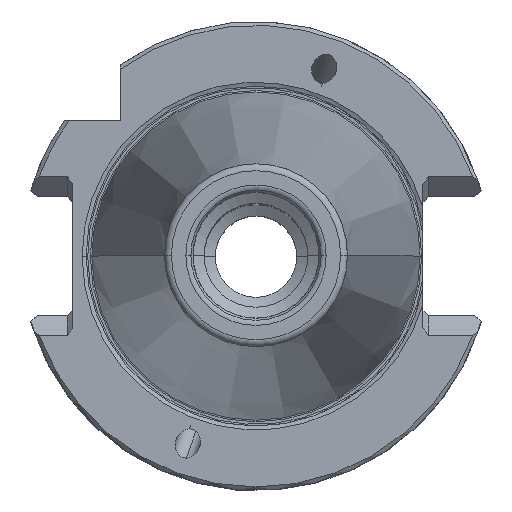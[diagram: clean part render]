
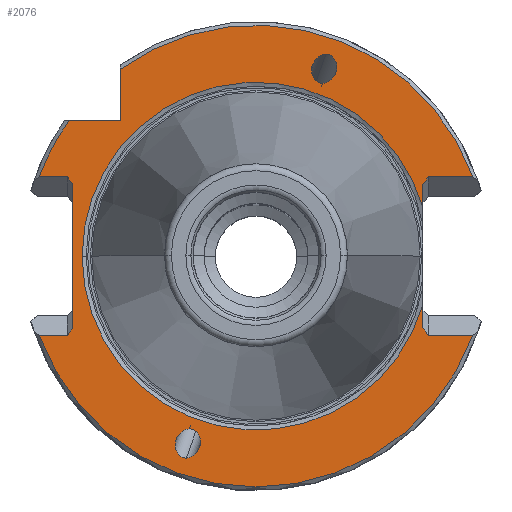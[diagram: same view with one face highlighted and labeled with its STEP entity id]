
A CAD part, top view. The second image highlights one B-rep face of the part: STEP entity #2076.
In plain terms, the highlighted planar face has unit normal (0, 0, 1).
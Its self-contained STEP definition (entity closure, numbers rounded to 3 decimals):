
#986=EDGE_CURVE('NONE',#2366,#1338,#2866,.T.);
#1098=VERTEX_POINT('NONE',#2991);
#1110=VERTEX_POINT('NONE',#3003);
#1230=VERTEX_POINT('NONE',#3141);
#1238=EDGE_CURVE('NONE',#1254,#2710,#3150,.T.);
#1254=VERTEX_POINT('NONE',#3168);
#1288=EDGE_CURVE('NONE',#1632,#1650,#3204,.T.);
#1296=VERTEX_POINT('NONE',#3212);
#1314=EDGE_CURVE('NONE',#2130,#2710,#3233,.T.);
#1338=VERTEX_POINT('NONE',#3261);
#1632=VERTEX_POINT('NONE',#3586);
#1642=EDGE_CURVE('NONE',#1296,#2578,#3598,.T.);
#1644=VERTEX_POINT('NONE',#3600);
#1650=VERTEX_POINT('NONE',#3606);
#1660=EDGE_CURVE('NONE',#2540,#2442,#3618,.T.);
#1794=VERTEX_POINT('NONE',#3765);
#1850=EDGE_CURVE('NONE',#2002,#1876,#3826,.T.);
#1876=VERTEX_POINT('NONE',#3856);
#1880=VERTEX_POINT('NONE',#3860);
#1892=EDGE_CURVE('NONE',#2540,#2130,#3874,.T.);
#1900=EDGE_CURVE('NONE',#1794,#1110,#3883,.T.);
#1954=EDGE_CURVE('NONE',#1338,#2002,#3945,.T.);
#1972=EDGE_CURVE('NONE',#2366,#2452,#3964,.T.);
#1978=EDGE_CURVE('NONE',#2804,#2578,#3970,.T.);
#1986=EDGE_CURVE('NONE',#1644,#1230,#3979,.T.);
#2002=VERTEX_POINT('NONE',#3997);
#2076=ADVANCED_FACE('NONE',(#4079,#4080,#4081),#4082,.F.);
#2130=VERTEX_POINT('NONE',#4141);
#2170=EDGE_CURVE('NONE',#1296,#2442,#4187,.T.);
#2206=EDGE_CURVE('NONE',#1632,#2804,#4226,.T.);
#2282=EDGE_CURVE('NONE',#1230,#1254,#4318,.T.);
#2348=VERTEX_POINT('NONE',#4388);
#2366=VERTEX_POINT('NONE',#4407);
#2368=EDGE_CURVE('NONE',#1880,#2348,#4409,.T.);
#2414=EDGE_CURVE('NONE',#1650,#2452,#4462,.T.);
#2442=VERTEX_POINT('NONE',#4492);
#2452=VERTEX_POINT('NONE',#4504);
#2508=EDGE_CURVE('NONE',#1098,#1876,#4564,.T.);
#2540=VERTEX_POINT('NONE',#4598);
#2566=EDGE_CURVE('NONE',#1644,#1098,#4631,.T.);
#2578=VERTEX_POINT('NONE',#4643);
#2704=EDGE_CURVE('NONE',#2348,#1880,#4781,.T.);
#2710=VERTEX_POINT('NONE',#4788);
#2802=EDGE_CURVE('NONE',#1110,#1794,#4884,.T.);
#2804=VERTEX_POINT('NONE',#4886);
#2866=LINE('',#4964,#4965);
#2991=CARTESIAN_POINT('',(-23.536,0.,-1.));
#3003=CARTESIAN_POINT('',(9.017,23.397,-1.0));
#3141=CARTESIAN_POINT('',(22.6,-9.689,-1.0));
#3150=LINE('',#5410,#5411);
#3168=CARTESIAN_POINT('',(23.35,-10.75,-1.));
#3204=LINE('',#5496,#5497);
#3212=CARTESIAN_POINT('',(-24.8,9.689,-1.));
#3233=CIRCLE('',#5546,31.25);
#3261=CARTESIAN_POINT('',(23.35,10.75,-1.));
#3586=CARTESIAN_POINT('',(-25.295,18.35,-1.0));
#3598=LINE('',#6171,#6172);
#3600=CARTESIAN_POINT('',(22.6,-6.57,-1.));
#3606=CARTESIAN_POINT('',(-18.35,18.35,-1.0));
#3618=LINE('',#6204,#6205);
#3765=CARTESIAN_POINT('',(9.452,27.347,-1.0));
#3826=LINE('',#6531,#6532);
#3856=CARTESIAN_POINT('',(22.6,6.57,-1.0));
#3860=CARTESIAN_POINT('',(-9.017,-23.397,-1.0));
#3874=LINE('',#6600,#6601);
#3883=(B_SPLINE_CURVE(3,(#6612,#6613,#6614,#6615),.UNSPECIFIED.,.F.,.F.)B_SPLINE_CURVE_WITH_KNOTS((4,4),(0.29,3.431),.UNSPECIFIED.)RATIONAL_B_SPLINE_CURVE((1.0,0.333,0.333,1.0))BOUNDED_CURVE()REPRESENTATION_ITEM('')GEOMETRIC_REPRESENTATION_ITEM()CURVE());
#3945=LINE('',#6709,#6710);
#3964=CIRCLE('',#6747,31.25);
#3970=LINE('',#6755,#6756);
#3979=LINE('',#6768,#6769);
#3997=CARTESIAN_POINT('',(22.6,9.689,-1.));
#4079=FACE_OUTER_BOUND('',#6921,.T.);
#4080=FACE_BOUND('',#6922,.T.);
#4081=FACE_BOUND('',#6923,.T.);
#4082=PLANE('',#6924);
#4141=CARTESIAN_POINT('',(-29.343,-10.75,-1.));
#4187=LINE('',#7100,#7101);
#4226=CIRCLE('',#7157,31.25);
#4318=LINE('',#7282,#7283);
#4388=CARTESIAN_POINT('',(-9.452,-27.347,-1.0));
#4407=CARTESIAN_POINT('',(29.343,10.75,-1.));
#4409=(B_SPLINE_CURVE(3,(#7430,#7431,#7432,#7433),.UNSPECIFIED.,.F.,.F.)B_SPLINE_CURVE_WITH_KNOTS((4,4),(3.431,6.573),.UNSPECIFIED.)RATIONAL_B_SPLINE_CURVE((1.0,0.333,0.333,1.0))BOUNDED_CURVE()REPRESENTATION_ITEM('')GEOMETRIC_REPRESENTATION_ITEM()CURVE());
#4462=LINE('',#7533,#7534);
#4492=CARTESIAN_POINT('',(-24.8,-9.689,-1.));
#4504=CARTESIAN_POINT('',(-18.35,25.295,-1.0));
#4564=CIRCLE('',#7716,23.536);
#4598=CARTESIAN_POINT('',(-25.55,-10.75,-1.));
#4631=CIRCLE('',#7796,23.536);
#4643=CARTESIAN_POINT('',(-25.55,10.75,-1.));
#4781=(B_SPLINE_CURVE(3,(#8033,#8034,#8035,#8036),.UNSPECIFIED.,.F.,.F.)B_SPLINE_CURVE_WITH_KNOTS((4,4),(0.29,3.431),.UNSPECIFIED.)RATIONAL_B_SPLINE_CURVE((1.0,0.333,0.333,1.0))BOUNDED_CURVE()REPRESENTATION_ITEM('')GEOMETRIC_REPRESENTATION_ITEM()CURVE());
#4788=CARTESIAN_POINT('',(29.343,-10.75,-1.));
#4884=(B_SPLINE_CURVE(3,(#8226,#8227,#8228,#8229),.UNSPECIFIED.,.F.,.F.)B_SPLINE_CURVE_WITH_KNOTS((4,4),(3.431,6.573),.UNSPECIFIED.)RATIONAL_B_SPLINE_CURVE((1.0,0.333,0.333,1.0))BOUNDED_CURVE()REPRESENTATION_ITEM('')GEOMETRIC_REPRESENTATION_ITEM()CURVE());
#4886=CARTESIAN_POINT('',(-29.343,10.75,-1.));
#4964=CARTESIAN_POINT('',(124.8,10.75,-1.));
#4965=VECTOR('',#8310,1000.0);
#5410=CARTESIAN_POINT('',(124.8,-10.75,-1.));
#5411=VECTOR('',#8640,1000.0);
#5496=CARTESIAN_POINT('',(-38.35,18.35,-1.0));
#5497=VECTOR('',#8696,1000.0);
#5546=AXIS2_PLACEMENT_3D('',#8735,#8736,#8737);
#6171=CARTESIAN_POINT('',(-18.12,0.243,-1.));
#6172=VECTOR('',#9166,1000.0);
#6204=CARTESIAN_POINT('',(-18.12,-0.243,-1.));
#6205=VECTOR('',#9182,1000.0);
#6531=CARTESIAN_POINT('',(22.6,0.,-1.0));
#6532=VECTOR('',#9396,1000.0);
#6600=CARTESIAN_POINT('',(-61.2,-10.75,-1.));
#6601=VECTOR('',#9448,1000.0);
#6612=CARTESIAN_POINT('',(9.452,27.347,-1.0));
#6613=CARTESIAN_POINT('',(6.086,27.347,-1.0));
#6614=CARTESIAN_POINT('',(5.652,23.397,-1.0));
#6615=CARTESIAN_POINT('',(9.017,23.397,-1.0));
#6709=CARTESIAN_POINT('',(22.077,8.95,-1.));
#6710=VECTOR('',#9545,1000.0);
#6747=AXIS2_PLACEMENT_3D('',#9562,#9563,#9564);
#6755=CARTESIAN_POINT('',(-61.2,10.75,-1.));
#6756=VECTOR('',#9568,1000.0);
#6768=CARTESIAN_POINT('',(22.6,0.,-1.0));
#6769=VECTOR('',#9583,1000.0);
#6921=EDGE_LOOP('',(#9698,#9699,#9700,#9701,#9702,#9703,#9704,#9705,#9706,#9707,#9708,#9709,#9710,#9711,#9712,#9713,#9714,#9715));
#6922=EDGE_LOOP('',(#9716,#9717));
#6923=EDGE_LOOP('',(#9718,#9719));
#6924=AXIS2_PLACEMENT_3D('',#9720,#9721,#9722);
#7100=CARTESIAN_POINT('',(-24.8,0.,-1.0));
#7101=VECTOR('',#9856,1000.0);
#7157=AXIS2_PLACEMENT_3D('',#9898,#9899,#9900);
#7282=CARTESIAN_POINT('',(22.077,-8.95,-1.));
#7283=VECTOR('',#10025,1000.0);
#7430=CARTESIAN_POINT('',(-9.017,-23.397,-1.0));
#7431=CARTESIAN_POINT('',(-12.383,-23.397,-1.0));
#7432=CARTESIAN_POINT('',(-12.817,-27.347,-1.0));
#7433=CARTESIAN_POINT('',(-9.452,-27.347,-1.0));
#7533=CARTESIAN_POINT('',(-18.35,18.35,-1.0));
#7534=VECTOR('',#10169,1000.0);
#7716=AXIS2_PLACEMENT_3D('',#10278,#10279,#10280);
#7796=AXIS2_PLACEMENT_3D('',#10382,#10383,#10384);
#8033=CARTESIAN_POINT('',(-9.452,-27.347,-1.0));
#8034=CARTESIAN_POINT('',(-6.086,-27.347,-1.0));
#8035=CARTESIAN_POINT('',(-5.652,-23.397,-1.0));
#8036=CARTESIAN_POINT('',(-9.017,-23.397,-1.0));
#8226=CARTESIAN_POINT('',(9.017,23.397,-1.0));
#8227=CARTESIAN_POINT('',(12.383,23.397,-1.0));
#8228=CARTESIAN_POINT('',(12.817,27.347,-1.0));
#8229=CARTESIAN_POINT('',(9.452,27.347,-1.0));
#8310=DIRECTION('',(-1.0,0.,0.0));
#8640=DIRECTION('',(1.0,0.,0.0));
#8696=DIRECTION('',(1.0,0.,0.0));
#8735=CARTESIAN_POINT('',(0.0,0.0,-1.));
#8736=DIRECTION('',(0.0,-0.0,1.0));
#8737=DIRECTION('',(1.0,0.,0.0));
#9166=DIRECTION('',(-0.577,0.816,0.0));
#9182=DIRECTION('',(0.577,0.816,0.0));
#9396=DIRECTION('',(0.,-1.0,-0.0));
#9448=DIRECTION('',(-1.0,0.,0.0));
#9545=DIRECTION('',(-0.577,-0.816,0.0));
#9562=CARTESIAN_POINT('',(0.0,0.0,-1.));
#9563=DIRECTION('',(0.0,-0.0,1.0));
#9564=DIRECTION('',(1.0,0.,0.0));
#9568=DIRECTION('',(1.0,0.,0.0));
#9583=DIRECTION('',(0.,-1.0,-0.0));
#9698=ORIENTED_EDGE('',*,*,#1288,.F.);
#9699=ORIENTED_EDGE('',*,*,#2206,.T.);
#9700=ORIENTED_EDGE('',*,*,#1978,.T.);
#9701=ORIENTED_EDGE('',*,*,#1642,.F.);
#9702=ORIENTED_EDGE('',*,*,#2170,.T.);
#9703=ORIENTED_EDGE('',*,*,#1660,.F.);
#9704=ORIENTED_EDGE('',*,*,#1892,.T.);
#9705=ORIENTED_EDGE('',*,*,#1314,.T.);
#9706=ORIENTED_EDGE('',*,*,#1238,.F.);
#9707=ORIENTED_EDGE('',*,*,#2282,.F.);
#9708=ORIENTED_EDGE('',*,*,#1986,.F.);
#9709=ORIENTED_EDGE('',*,*,#2566,.T.);
#9710=ORIENTED_EDGE('',*,*,#2508,.T.);
#9711=ORIENTED_EDGE('',*,*,#1850,.F.);
#9712=ORIENTED_EDGE('',*,*,#1954,.F.);
#9713=ORIENTED_EDGE('',*,*,#986,.F.);
#9714=ORIENTED_EDGE('',*,*,#1972,.T.);
#9715=ORIENTED_EDGE('',*,*,#2414,.F.);
#9716=ORIENTED_EDGE('',*,*,#2802,.F.);
#9717=ORIENTED_EDGE('',*,*,#1900,.F.);
#9718=ORIENTED_EDGE('',*,*,#2368,.F.);
#9719=ORIENTED_EDGE('',*,*,#2704,.F.);
#9720=CARTESIAN_POINT('',(0.,-32.5,-1.));
#9721=DIRECTION('',(0.0,0.0,-1.0));
#9722=DIRECTION('',(-1.0,0.0,0.0));
#9856=DIRECTION('',(0.,-1.0,-0.0));
#9898=CARTESIAN_POINT('',(0.0,0.0,-1.));
#9899=DIRECTION('',(0.0,-0.0,1.0));
#9900=DIRECTION('',(1.0,0.,0.0));
#10025=DIRECTION('',(0.577,-0.816,0.0));
#10169=DIRECTION('',(0.,1.0,0.0));
#10278=CARTESIAN_POINT('',(0.0,0.0,-1.));
#10279=DIRECTION('',(0.0,0.0,-1.0));
#10280=DIRECTION('',(1.0,0.,0.0));
#10382=CARTESIAN_POINT('',(0.0,0.0,-1.));
#10383=DIRECTION('',(0.0,0.0,-1.0));
#10384=DIRECTION('',(1.0,0.,0.0));
